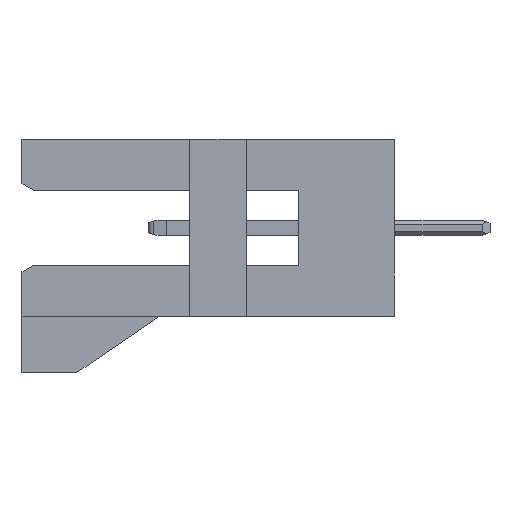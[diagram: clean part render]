
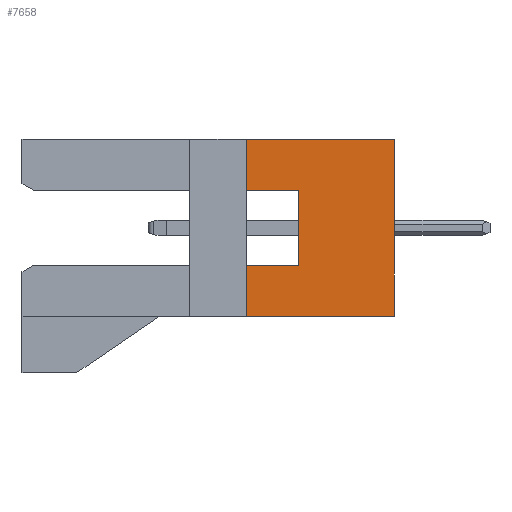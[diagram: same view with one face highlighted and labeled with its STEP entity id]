
A CAD part, left-side view. The second image highlights one B-rep face of the part: STEP entity #7658.
In plain terms, the highlighted planar face has unit normal (-1, 0, 0).
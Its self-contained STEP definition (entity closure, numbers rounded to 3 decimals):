
#4158=CARTESIAN_POINT('',(-6.745,-1.01,2.35));
#4159=VERTEX_POINT('',#4158);
#4169=CARTESIAN_POINT('',(-6.745,-4.95,2.35));
#4170=VERTEX_POINT('',#4169);
#4171=CARTESIAN_POINT('',(-6.745,-1.01,2.35));
#4172=CARTESIAN_POINT('',(-6.745,-1.798,2.35));
#4173=CARTESIAN_POINT('',(-6.745,-2.586,2.35));
#4174=CARTESIAN_POINT('',(-6.745,-3.374,2.35));
#4175=CARTESIAN_POINT('',(-6.745,-4.162,2.35));
#4176=CARTESIAN_POINT('',(-6.745,-4.95,2.35));
#4177=B_SPLINE_CURVE_WITH_KNOTS('',5,(#4171,#4172,#4173,#4174,#4175,#4176),.UNSPECIFIED.,.F.,.U.,(6,6),(0.,3.94),.UNSPECIFIED.);
#4178=EDGE_CURVE('',#4159,#4170,#4177,.T.);
#5361=CARTESIAN_POINT('',(-6.745,-4.95,-2.35));
#5362=VERTEX_POINT('',#5361);
#5372=CARTESIAN_POINT('',(-6.745,-1.01,-2.35));
#5373=VERTEX_POINT('',#5372);
#5374=CARTESIAN_POINT('',(-6.745,-4.95,-2.35));
#5375=CARTESIAN_POINT('',(-6.745,-4.162,-2.35));
#5376=CARTESIAN_POINT('',(-6.745,-3.374,-2.35));
#5377=CARTESIAN_POINT('',(-6.745,-2.586,-2.35));
#5378=CARTESIAN_POINT('',(-6.745,-1.798,-2.35));
#5379=CARTESIAN_POINT('',(-6.745,-1.01,-2.35));
#5380=B_SPLINE_CURVE_WITH_KNOTS('',5,(#5374,#5375,#5376,#5377,#5378,#5379),.UNSPECIFIED.,.F.,.U.,(6,6),(0.,3.94),.UNSPECIFIED.);
#5381=EDGE_CURVE('',#5362,#5373,#5380,.T.);
#5513=CARTESIAN_POINT('',(-6.745,-2.41,-1.));
#5514=VERTEX_POINT('',#5513);
#5521=CARTESIAN_POINT('',(-6.745,-2.41,1.));
#5522=VERTEX_POINT('',#5521);
#5523=CARTESIAN_POINT('',(-6.745,-2.41,-1.));
#5524=DIRECTION('',(0.,0.,1.));
#5525=VECTOR('',#5524,2.);
#5526=LINE('',#5523,#5525);
#5527=EDGE_CURVE('',#5514,#5522,#5526,.T.);
#7575=CARTESIAN_POINT('',(-6.745,-1.01,-1.));
#7576=VERTEX_POINT('',#7575);
#7593=CARTESIAN_POINT('',(-6.745,-1.01,1.));
#7594=VERTEX_POINT('',#7593);
#7601=CARTESIAN_POINT('',(-6.745,-1.01,1.));
#7602=CARTESIAN_POINT('',(-6.745,-1.01,1.27));
#7603=CARTESIAN_POINT('',(-6.745,-1.01,1.54));
#7604=CARTESIAN_POINT('',(-6.745,-1.01,1.81));
#7605=CARTESIAN_POINT('',(-6.745,-1.01,2.08));
#7606=CARTESIAN_POINT('',(-6.745,-1.01,2.35));
#7607=B_SPLINE_CURVE_WITH_KNOTS('',5,(#7601,#7602,#7603,#7604,#7605,#7606),.UNSPECIFIED.,.F.,.U.,(6,6),(0.,0.267),.UNSPECIFIED.);
#7608=EDGE_CURVE('',#7594,#4159,#7607,.T.);
#7613=CARTESIAN_POINT('',(-6.745,-1.01,-2.35));
#7614=CARTESIAN_POINT('',(-6.745,-1.01,-2.08));
#7615=CARTESIAN_POINT('',(-6.745,-1.01,-1.81));
#7616=CARTESIAN_POINT('',(-6.745,-1.01,-1.54));
#7617=CARTESIAN_POINT('',(-6.745,-1.01,-1.27));
#7618=CARTESIAN_POINT('',(-6.745,-1.01,-1.));
#7619=B_SPLINE_CURVE_WITH_KNOTS('',5,(#7613,#7614,#7615,#7616,#7617,#7618),.UNSPECIFIED.,.F.,.U.,(6,6),(0.,1.35),.UNSPECIFIED.);
#7620=EDGE_CURVE('',#5373,#7576,#7619,.T.);
#7625=CARTESIAN_POINT('',(-6.745,2.053,-0.231));
#7626=DIRECTION('',(0.,-1.,0.));
#7627=DIRECTION('',(-1.,0.,0.));
#7628=AXIS2_PLACEMENT_3D('',#7625,#7627,#7626);
#7629=PLANE('',#7628);
#7630=CARTESIAN_POINT('',(-6.745,-4.95,-2.35));
#7631=CARTESIAN_POINT('',(-6.745,-4.95,-1.41));
#7632=CARTESIAN_POINT('',(-6.745,-4.95,-0.47));
#7633=CARTESIAN_POINT('',(-6.745,-4.95,0.47));
#7634=CARTESIAN_POINT('',(-6.745,-4.95,1.41));
#7635=CARTESIAN_POINT('',(-6.745,-4.95,2.35));
#7636=B_SPLINE_CURVE_WITH_KNOTS('',5,(#7630,#7631,#7632,#7633,#7634,#7635),.UNSPECIFIED.,.F.,.U.,(6,6),(0.,4.7),.UNSPECIFIED.);
#7637=EDGE_CURVE('',#5362,#4170,#7636,.T.);
#7638=ORIENTED_EDGE('',*,*,#7637,.T.);
#7639=ORIENTED_EDGE('',*,*,#4178,.F.);
#7640=ORIENTED_EDGE('',*,*,#7608,.F.);
#7641=CARTESIAN_POINT('',(-6.745,-1.01,1.));
#7642=DIRECTION('',(0.,-1.,0.));
#7643=VECTOR('',#7642,1.4);
#7644=LINE('',#7641,#7643);
#7645=EDGE_CURVE('',#7594,#5522,#7644,.T.);
#7646=ORIENTED_EDGE('',*,*,#7645,.T.);
#7647=ORIENTED_EDGE('',*,*,#5527,.F.);
#7648=CARTESIAN_POINT('',(-6.745,-2.41,-1.));
#7649=DIRECTION('',(0.,1.,0.));
#7650=VECTOR('',#7649,1.4);
#7651=LINE('',#7648,#7650);
#7652=EDGE_CURVE('',#5514,#7576,#7651,.T.);
#7653=ORIENTED_EDGE('',*,*,#7652,.T.);
#7654=ORIENTED_EDGE('',*,*,#7620,.F.);
#7655=ORIENTED_EDGE('',*,*,#5381,.F.);
#7656=EDGE_LOOP('',(#7638,#7639,#7640,#7646,#7647,#7653,#7654,#7655));
#7657=FACE_OUTER_BOUND('',#7656,.T.);
#7658=ADVANCED_FACE('',(#7657),#7629,.T.);
